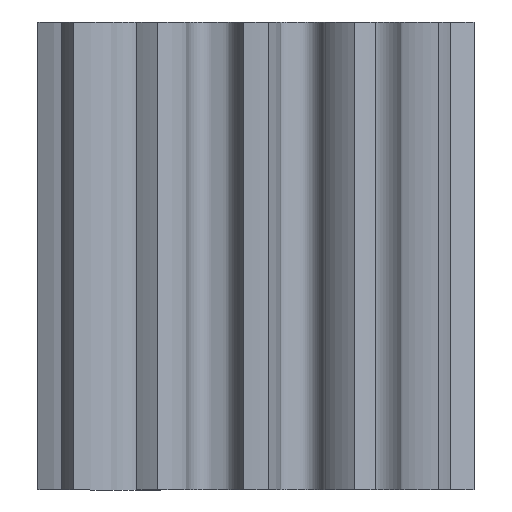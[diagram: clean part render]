
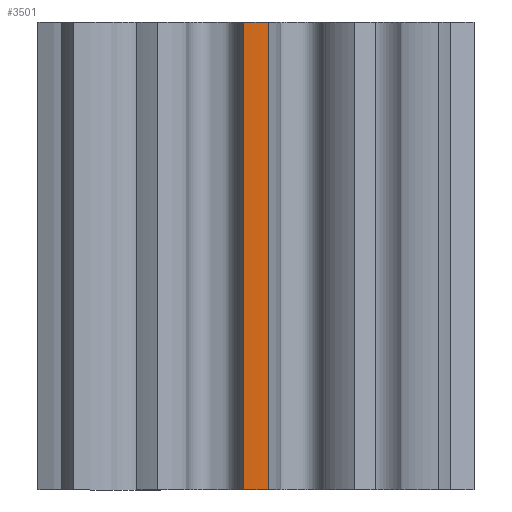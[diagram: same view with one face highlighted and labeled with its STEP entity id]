
A CAD part, left-side view. The second image highlights one B-rep face of the part: STEP entity #3501.
In plain terms, the highlighted cylindrical face has radius 8.89 mm (diameter 17.78 mm), a partial arc.
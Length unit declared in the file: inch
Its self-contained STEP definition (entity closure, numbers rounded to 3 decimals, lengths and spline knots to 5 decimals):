
#10 = AXIS2_PLACEMENT_3D ( 'NONE', #744, #248, #378 ) ;
#248 = DIRECTION ( 'NONE',  ( 0., 0., 1. ) ) ;
#355 = CARTESIAN_POINT ( 'NONE',  ( -0.34945, -0.01959, -0.375 ) ) ;
#378 = DIRECTION ( 'NONE',  ( 1., 0., 0. ) ) ;
#390 = AXIS2_PLACEMENT_3D ( 'NONE', #3503, #3561, #3466 ) ;
#440 = VERTEX_POINT ( 'NONE', #355 ) ;
#522 = LINE ( 'NONE', #2247, #649 ) ;
#649 = VECTOR ( 'NONE', #2254, 39.37008 ) ;
#744 = CARTESIAN_POINT ( 'NONE',  ( 0., 0., -0.375 ) ) ;
#816 = ORIENTED_EDGE ( 'NONE', *, *, #1555, .T. ) ;
#1002 = EDGE_CURVE ( 'NONE', #3370, #440, #1403, .T. ) ;
#1186 = VERTEX_POINT ( 'NONE', #5097 ) ;
#1232 = FACE_OUTER_BOUND ( 'NONE', #2056, .T. ) ;
#1403 = CIRCLE ( 'NONE', #10, 0.35 ) ;
#1535 = ORIENTED_EDGE ( 'NONE', *, *, #1002, .T. ) ;
#1555 = EDGE_CURVE ( 'NONE', #440, #1186, #3932, .T. ) ;
#1851 = ORIENTED_EDGE ( 'NONE', *, *, #4852, .T. ) ;
#2021 = DIRECTION ( 'NONE',  ( 0., 0., 1. ) ) ;
#2025 = CARTESIAN_POINT ( 'NONE',  ( 0., 0., 0. ) ) ;
#2032 = DIRECTION ( 'NONE',  ( 1., 0., 0. ) ) ;
#2056 = EDGE_LOOP ( 'NONE', ( #1851, #1535, #816, #4779 ) ) ;
#2247 = CARTESIAN_POINT ( 'NONE',  ( -0.34945, 0.01959, 0. ) ) ;
#2254 = DIRECTION ( 'NONE',  ( 0., 0., -1. ) ) ;
#2733 = EDGE_CURVE ( 'NONE', #1186, #3163, #4693, .T. ) ;
#3163 = VERTEX_POINT ( 'NONE', #3284 ) ;
#3284 = CARTESIAN_POINT ( 'NONE',  ( -0.34945, 0.01959, 0.375 ) ) ;
#3292 = CARTESIAN_POINT ( 'NONE',  ( -0.34945, 0.01959, -0.375 ) ) ;
#3370 = VERTEX_POINT ( 'NONE', #3292 ) ;
#3466 = DIRECTION ( 'NONE',  ( 1., 0., 0. ) ) ;
#3501 = ADVANCED_FACE ( 'NONE', ( #1232 ), #3732, .T. ) ;
#3503 = CARTESIAN_POINT ( 'NONE',  ( 0., 0., 0.375 ) ) ;
#3561 = DIRECTION ( 'NONE',  ( 0., 0., -1. ) ) ;
#3732 = CYLINDRICAL_SURFACE ( 'NONE', #4502, 0.35 ) ;
#3932 = LINE ( 'NONE', #4440, #4869 ) ;
#4430 = DIRECTION ( 'NONE',  ( 0., 0., 1. ) ) ;
#4440 = CARTESIAN_POINT ( 'NONE',  ( -0.34945, -0.01959, 0. ) ) ;
#4502 = AXIS2_PLACEMENT_3D ( 'NONE', #2025, #2021, #2032 ) ;
#4693 = CIRCLE ( 'NONE', #390, 0.35 ) ;
#4779 = ORIENTED_EDGE ( 'NONE', *, *, #2733, .T. ) ;
#4852 = EDGE_CURVE ( 'NONE', #3163, #3370, #522, .T. ) ;
#4869 = VECTOR ( 'NONE', #4430, 39.37008 ) ;
#5097 = CARTESIAN_POINT ( 'NONE',  ( -0.34945, -0.01959, 0.375 ) ) ;
